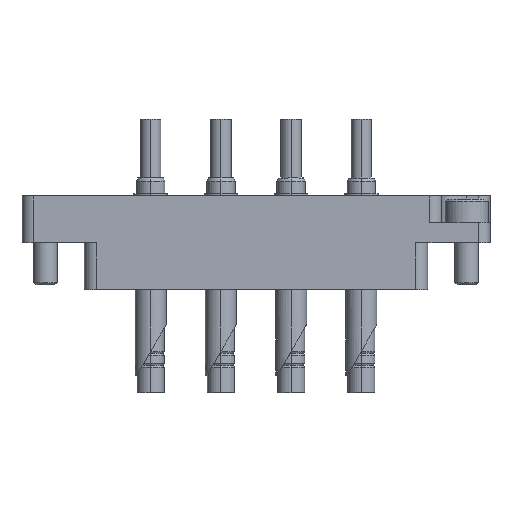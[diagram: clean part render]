
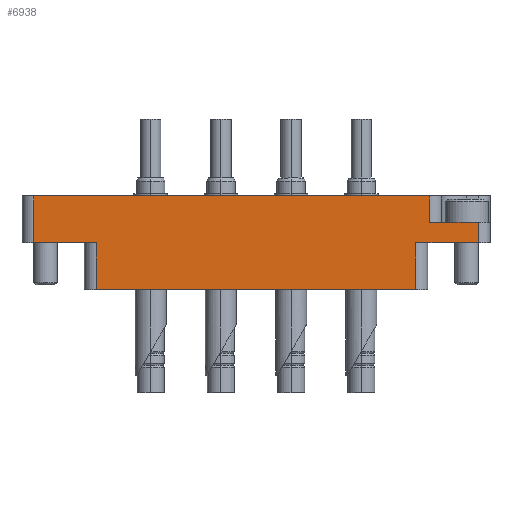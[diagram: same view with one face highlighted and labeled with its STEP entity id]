
A CAD part, left-side view. The second image highlights one B-rep face of the part: STEP entity #6938.
In plain terms, the highlighted face is planar.
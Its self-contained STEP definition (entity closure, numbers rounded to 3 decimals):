
#139 = CARTESIAN_POINT ( 'NONE',  ( 22.25, 2.6, 14.35 ) ) ;
#186 = PLANE ( 'NONE',  #11461 ) ;
#250 = DIRECTION ( 'NONE',  ( -1., 0., 0. ) ) ;
#333 = DIRECTION ( 'NONE',  ( 1., 0., 0. ) ) ;
#353 = ORIENTED_EDGE ( 'NONE', *, *, #3480, .T. ) ;
#869 = VERTEX_POINT ( 'NONE', #5316 ) ;
#971 = DIRECTION ( 'NONE',  ( 0., -1., 0. ) ) ;
#1003 = CARTESIAN_POINT ( 'NONE',  ( -20.5, 0., 14.35 ) ) ;
#1134 = EDGE_CURVE ( 'NONE', #9669, #11275, #6059, .T. ) ;
#1248 = DIRECTION ( 'NONE',  ( 0., 1., 0. ) ) ;
#1319 = FACE_OUTER_BOUND ( 'NONE', #11545, .T. ) ;
#1967 = CARTESIAN_POINT ( 'NONE',  ( -30., 0., 14.35 ) ) ;
#1972 = LINE ( 'NONE', #3936, #3133 ) ;
#2055 = VECTOR ( 'NONE', #9941, 1000. ) ;
#2359 = ORIENTED_EDGE ( 'NONE', *, *, #7929, .F. ) ;
#2789 = CARTESIAN_POINT ( 'NONE',  ( 30., 0., 14.35 ) ) ;
#2795 = EDGE_CURVE ( 'NONE', #9735, #8912, #6977, .T. ) ;
#2865 = EDGE_CURVE ( 'NONE', #7815, #9343, #2910, .T. ) ;
#2910 = LINE ( 'NONE', #7599, #6855 ) ;
#3013 = EDGE_CURVE ( 'NONE', #8585, #11275, #6117, .T. ) ;
#3133 = VECTOR ( 'NONE', #250, 1000. ) ;
#3266 = DIRECTION ( 'NONE',  ( 1., 0., 0. ) ) ;
#3303 = EDGE_CURVE ( 'NONE', #8585, #4038, #3717, .T. ) ;
#3480 = EDGE_CURVE ( 'NONE', #4532, #4038, #9771, .T. ) ;
#3706 = ORIENTED_EDGE ( 'NONE', *, *, #10690, .T. ) ;
#3717 = LINE ( 'NONE', #5573, #6810 ) ;
#3936 = CARTESIAN_POINT ( 'NONE',  ( 30., 0., 14.35 ) ) ;
#4038 = VERTEX_POINT ( 'NONE', #10454 ) ;
#4163 = CARTESIAN_POINT ( 'NONE',  ( -30., 6., 14.35 ) ) ;
#4289 = DIRECTION ( 'NONE',  ( 0., 1., 0. ) ) ;
#4350 = CARTESIAN_POINT ( 'NONE',  ( 22.25, 0., 14.35 ) ) ;
#4532 = VERTEX_POINT ( 'NONE', #8865 ) ;
#4544 = CARTESIAN_POINT ( 'NONE',  ( -28.5, 0., 14.35 ) ) ;
#4770 = DIRECTION ( 'NONE',  ( 0., 0., -1. ) ) ;
#5266 = EDGE_CURVE ( 'NONE', #7815, #869, #11205, .T. ) ;
#5316 = CARTESIAN_POINT ( 'NONE',  ( -20.5, -6., 14.35 ) ) ;
#5573 = CARTESIAN_POINT ( 'NONE',  ( 30., 2.6, 14.35 ) ) ;
#5587 = CARTESIAN_POINT ( 'NONE',  ( -22., -6., 14.35 ) ) ;
#6003 = CARTESIAN_POINT ( 'NONE',  ( 22.25, 6., 14.35 ) ) ;
#6059 = LINE ( 'NONE', #4163, #10961 ) ;
#6117 = LINE ( 'NONE', #4350, #9291 ) ;
#6167 = CARTESIAN_POINT ( 'NONE',  ( 28.5, 2.6, 14.35 ) ) ;
#6380 = CARTESIAN_POINT ( 'NONE',  ( -28.5, 0., 14.35 ) ) ;
#6661 = ORIENTED_EDGE ( 'NONE', *, *, #5266, .F. ) ;
#6737 = ORIENTED_EDGE ( 'NONE', *, *, #3013, .T. ) ;
#6810 = VECTOR ( 'NONE', #333, 1000. ) ;
#6855 = VECTOR ( 'NONE', #1248, 1000. ) ;
#6938 = ADVANCED_FACE ( 'NONE', ( #1319 ), #186, .F. ) ;
#6977 = LINE ( 'NONE', #2789, #7605 ) ;
#7204 = CARTESIAN_POINT ( 'NONE',  ( 20.5, -6., 14.35 ) ) ;
#7266 = LINE ( 'NONE', #6380, #10776 ) ;
#7414 = DIRECTION ( 'NONE',  ( -1., 0., 0. ) ) ;
#7599 = CARTESIAN_POINT ( 'NONE',  ( 20.5, 0., 14.35 ) ) ;
#7605 = VECTOR ( 'NONE', #9693, 1000. ) ;
#7815 = VERTEX_POINT ( 'NONE', #7204 ) ;
#7896 = ORIENTED_EDGE ( 'NONE', *, *, #2865, .T. ) ;
#7929 = EDGE_CURVE ( 'NONE', #4532, #9343, #1972, .T. ) ;
#8146 = EDGE_CURVE ( 'NONE', #9735, #869, #10795, .T. ) ;
#8181 = ORIENTED_EDGE ( 'NONE', *, *, #3303, .F. ) ;
#8323 = DIRECTION ( 'NONE',  ( -1., 0., 0. ) ) ;
#8377 = CARTESIAN_POINT ( 'NONE',  ( -28.5, 6., 14.35 ) ) ;
#8585 = VERTEX_POINT ( 'NONE', #139 ) ;
#8865 = CARTESIAN_POINT ( 'NONE',  ( 28.5, 0., 14.35 ) ) ;
#8903 = ORIENTED_EDGE ( 'NONE', *, *, #1134, .F. ) ;
#8912 = VERTEX_POINT ( 'NONE', #4544 ) ;
#9065 = ORIENTED_EDGE ( 'NONE', *, *, #8146, .T. ) ;
#9291 = VECTOR ( 'NONE', #4289, 1000. ) ;
#9343 = VERTEX_POINT ( 'NONE', #10990 ) ;
#9635 = ORIENTED_EDGE ( 'NONE', *, *, #2795, .F. ) ;
#9669 = VERTEX_POINT ( 'NONE', #8377 ) ;
#9693 = DIRECTION ( 'NONE',  ( -1., 0., 0. ) ) ;
#9735 = VERTEX_POINT ( 'NONE', #10212 ) ;
#9746 = VECTOR ( 'NONE', #10965, 1000. ) ;
#9771 = LINE ( 'NONE', #6167, #2055 ) ;
#9941 = DIRECTION ( 'NONE',  ( 0., 1., 0. ) ) ;
#10106 = VECTOR ( 'NONE', #7414, 1000. ) ;
#10212 = CARTESIAN_POINT ( 'NONE',  ( -20.5, 0., 14.35 ) ) ;
#10454 = CARTESIAN_POINT ( 'NONE',  ( 28.5, 2.6, 14.35 ) ) ;
#10690 = EDGE_CURVE ( 'NONE', #9669, #8912, #7266, .T. ) ;
#10776 = VECTOR ( 'NONE', #971, 1000. ) ;
#10795 = LINE ( 'NONE', #1003, #9746 ) ;
#10961 = VECTOR ( 'NONE', #3266, 1000. ) ;
#10965 = DIRECTION ( 'NONE',  ( 0., -1., 0. ) ) ;
#10990 = CARTESIAN_POINT ( 'NONE',  ( 20.5, 0., 14.35 ) ) ;
#11205 = LINE ( 'NONE', #5587, #10106 ) ;
#11275 = VERTEX_POINT ( 'NONE', #6003 ) ;
#11461 = AXIS2_PLACEMENT_3D ( 'NONE', #1967, #4770, #8323 ) ;
#11545 = EDGE_LOOP ( 'NONE', ( #6661, #7896, #2359, #353, #8181, #6737, #8903, #3706, #9635, #9065 ) ) ;
